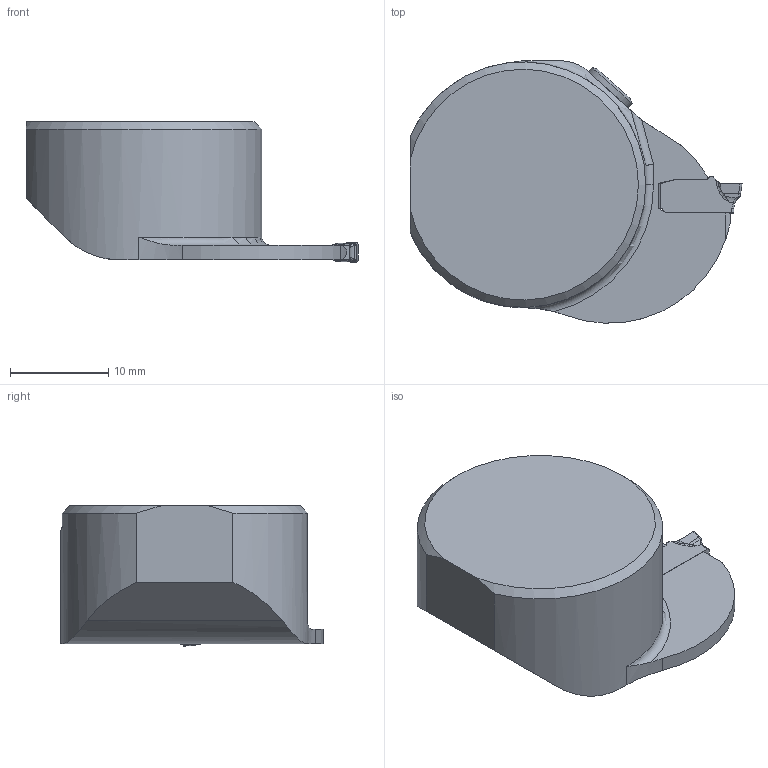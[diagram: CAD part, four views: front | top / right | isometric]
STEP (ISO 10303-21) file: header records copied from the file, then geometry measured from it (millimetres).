
FILE_DESCRIPTION(/* description */ (''),/* implementation_level */ '2;1');
FILE_NAME(/* name */ 'toolassembly_1.stp',/* time_stamp */ '2021-11-29T09:34:14+01:00',/* author */ (''),/* organization */ ('SMS'),/* preprocessor_version */ 'ST-DEVELOPER v16.7',/* originating_system */ 'SIEMENS PLM Software NX 12.0',/* authorisation */ '');
FILE_SCHEMA (('AUTOMOTIVE_DESIGN { 1 0 10303 214 3 1 1 1 }'));
Length unit declared in the file: millimetre
Products named in the file (4): ASSEMBLY_CONSTRUCTION; CUT_20211129093302; NOCUT_20211129093200; TOOLASSEMBLY_1
Assembly tree (3 placements, depth 2):
  TOOLASSEMBLY_1
    NOCUT_20211129093200
    CUT_20211129093302
    ASSEMBLY_CONSTRUCTION
Bounding box: 33.8 x 26.69 x 14.3 mm (x, y, z)
Volume: 6815.8 mm3; surface area: 2388.4 mm2
Topology: 2 solids, 2 shells, 135 faces, 365 edges, 240 vertices
Faces by surface type: plane 57, cylinder 33, bspline 18, extrusion 15, cone 8, torus 4
Full cylindrical faces by diameter (mm): 5.5 x1
Entity records: 5271 total; most frequent: CARTESIAN_POINT 1836, ORIENTED_EDGE 722, DIRECTION 657, EDGE_CURVE 361, AXIS2_PLACEMENT_3D 238, VERTEX_POINT 234, VECTOR 181, LINE 166
